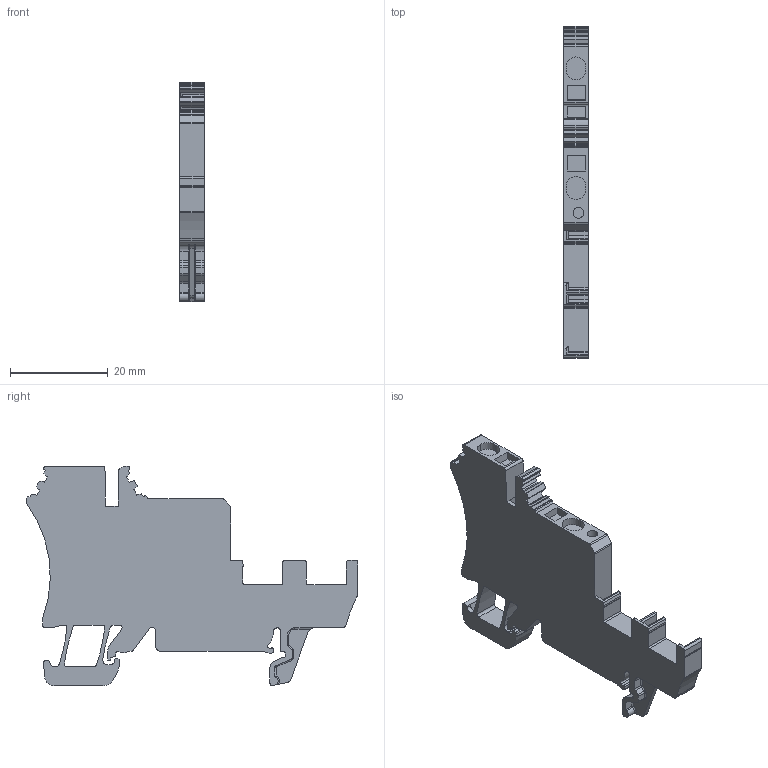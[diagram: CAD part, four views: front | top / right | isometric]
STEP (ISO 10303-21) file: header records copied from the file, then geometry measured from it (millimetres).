
FILE_DESCRIPTION(('CATIA V5R22 STEP214','CAx-IF Rec.Pracs.--- Model Styling and Organization---1.4--- 2014-01-23'),'2;1');
FILE_NAME ('018193-2_0', '2021-04-13T04:53:42+00:00', ('Weidmueller Interface'), ('Weidmueller'), 'CATIA Version 5-6 Release 2016 SP3 HF44', 'CATIA V5 STEP AP214', 'none');
FILE_SCHEMA(('AUTOMOTIVE_DESIGN { 1 0 10303 214 1 1 1 1 }'));
Length unit declared in the file: millimetre
Products named in the file (1): ZIA 1.5/3L-1S_AllCATPart
Bounding box: 5 x 68.05 x 45.05 mm (x, y, z)
Volume: 7769.8 mm3; surface area: 5481.2 mm2
Topology: 1 solids, 1 shells, 361 faces, 1031 edges, 678 vertices
Faces by surface type: plane 190, cylinder 157, torus 12, bspline 2
Entity records: 12274 total; most frequent: CARTESIAN_POINT 3035, ORIENTED_EDGE 2058, DIRECTION 1652, EDGE_CURVE 1029, VECTOR 695, LINE 695, VERTEX_POINT 678, AXIS2_PLACEMENT_3D 638
